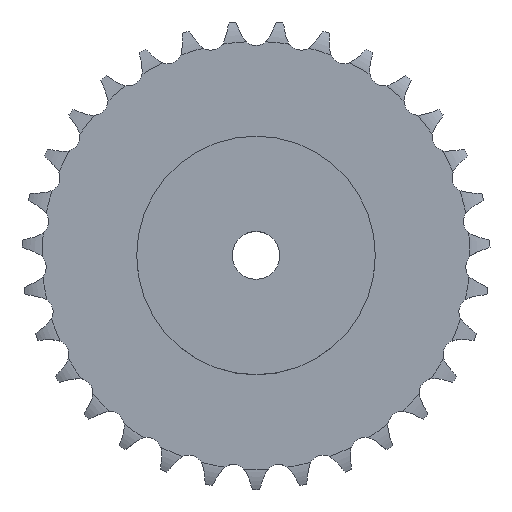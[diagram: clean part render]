
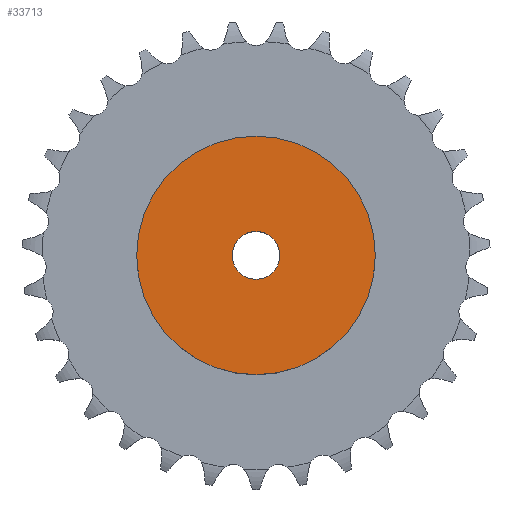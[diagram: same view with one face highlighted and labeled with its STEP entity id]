
A CAD part, top view. The second image highlights one B-rep face of the part: STEP entity #33713.
In plain terms, the highlighted planar face has unit normal (0, 0, 1).
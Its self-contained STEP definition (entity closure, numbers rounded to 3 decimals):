
#4011 = CYLINDRICAL_SURFACE('',#4012,50.);
#4012 = AXIS2_PLACEMENT_3D('',#4013,#4014,#4015);
#4013 = CARTESIAN_POINT('',(0.,0.,0.));
#4014 = DIRECTION('',(-0.,-0.,-1.));
#4015 = DIRECTION('',(1.,0.,0.));
#21304 = VERTEX_POINT('',#21305);
#21305 = CARTESIAN_POINT('',(50.,0.,40.));
#21326 = EDGE_CURVE('',#21304,#21304,#21327,.T.);
#21327 = SURFACE_CURVE('',#21328,(#21333,#21340),.PCURVE_S1.);
#21328 = CIRCLE('',#21329,50.);
#21329 = AXIS2_PLACEMENT_3D('',#21330,#21331,#21332);
#21330 = CARTESIAN_POINT('',(0.,0.,40.));
#21331 = DIRECTION('',(0.,0.,1.));
#21332 = DIRECTION('',(1.,0.,0.));
#21333 = PCURVE('',#4011,#21334);
#21334 = DEFINITIONAL_REPRESENTATION('',(#21335),#21339);
#21335 = LINE('',#21336,#21337);
#21336 = CARTESIAN_POINT('',(-0.,-40.));
#21337 = VECTOR('',#21338,1.);
#21338 = DIRECTION('',(-1.,0.));
#21339 = ( GEOMETRIC_REPRESENTATION_CONTEXT(2) 
PARAMETRIC_REPRESENTATION_CONTEXT() REPRESENTATION_CONTEXT('2D SPACE',''
  ) );
#21340 = PCURVE('',#21341,#21346);
#21341 = PLANE('',#21342);
#21342 = AXIS2_PLACEMENT_3D('',#21343,#21344,#21345);
#21343 = CARTESIAN_POINT('',(0.,0.,40.)
  );
#21344 = DIRECTION('',(0.,0.,1.));
#21345 = DIRECTION('',(1.,0.,0.));
#21346 = DEFINITIONAL_REPRESENTATION('',(#21347),#21351);
#21347 = CIRCLE('',#21348,50.);
#21348 = AXIS2_PLACEMENT_2D('',#21349,#21350);
#21349 = CARTESIAN_POINT('',(0.,0.));
#21350 = DIRECTION('',(1.,0.));
#21351 = ( GEOMETRIC_REPRESENTATION_CONTEXT(2) 
PARAMETRIC_REPRESENTATION_CONTEXT() REPRESENTATION_CONTEXT('2D SPACE',''
  ) );
#28632 = CYLINDRICAL_SURFACE('',#28633,10.);
#28633 = AXIS2_PLACEMENT_3D('',#28634,#28635,#28636);
#28634 = CARTESIAN_POINT('',(0.,0.,297.817));
#28635 = DIRECTION('',(0.,0.,1.));
#28636 = DIRECTION('',(1.,0.,0.));
#33713 = ADVANCED_FACE('',(#33714,#33717),#21341,.T.);
#33714 = FACE_BOUND('',#33715,.T.);
#33715 = EDGE_LOOP('',(#33716));
#33716 = ORIENTED_EDGE('',*,*,#21326,.T.);
#33717 = FACE_BOUND('',#33718,.T.);
#33718 = EDGE_LOOP('',(#33719));
#33719 = ORIENTED_EDGE('',*,*,#33720,.F.);
#33720 = EDGE_CURVE('',#33721,#33721,#33723,.T.);
#33721 = VERTEX_POINT('',#33722);
#33722 = CARTESIAN_POINT('',(10.,0.,40.));
#33723 = SURFACE_CURVE('',#33724,(#33729,#33736),.PCURVE_S1.);
#33724 = CIRCLE('',#33725,10.);
#33725 = AXIS2_PLACEMENT_3D('',#33726,#33727,#33728);
#33726 = CARTESIAN_POINT('',(0.,0.,40.));
#33727 = DIRECTION('',(0.,0.,1.));
#33728 = DIRECTION('',(1.,0.,0.));
#33729 = PCURVE('',#21341,#33730);
#33730 = DEFINITIONAL_REPRESENTATION('',(#33731),#33735);
#33731 = CIRCLE('',#33732,10.);
#33732 = AXIS2_PLACEMENT_2D('',#33733,#33734);
#33733 = CARTESIAN_POINT('',(0.,0.));
#33734 = DIRECTION('',(1.,0.));
#33735 = ( GEOMETRIC_REPRESENTATION_CONTEXT(2) 
PARAMETRIC_REPRESENTATION_CONTEXT() REPRESENTATION_CONTEXT('2D SPACE',''
  ) );
#33736 = PCURVE('',#28632,#33737);
#33737 = DEFINITIONAL_REPRESENTATION('',(#33738),#33742);
#33738 = LINE('',#33739,#33740);
#33739 = CARTESIAN_POINT('',(0.,-257.817));
#33740 = VECTOR('',#33741,1.);
#33741 = DIRECTION('',(1.,0.));
#33742 = ( GEOMETRIC_REPRESENTATION_CONTEXT(2) 
PARAMETRIC_REPRESENTATION_CONTEXT() REPRESENTATION_CONTEXT('2D SPACE',''
  ) );
